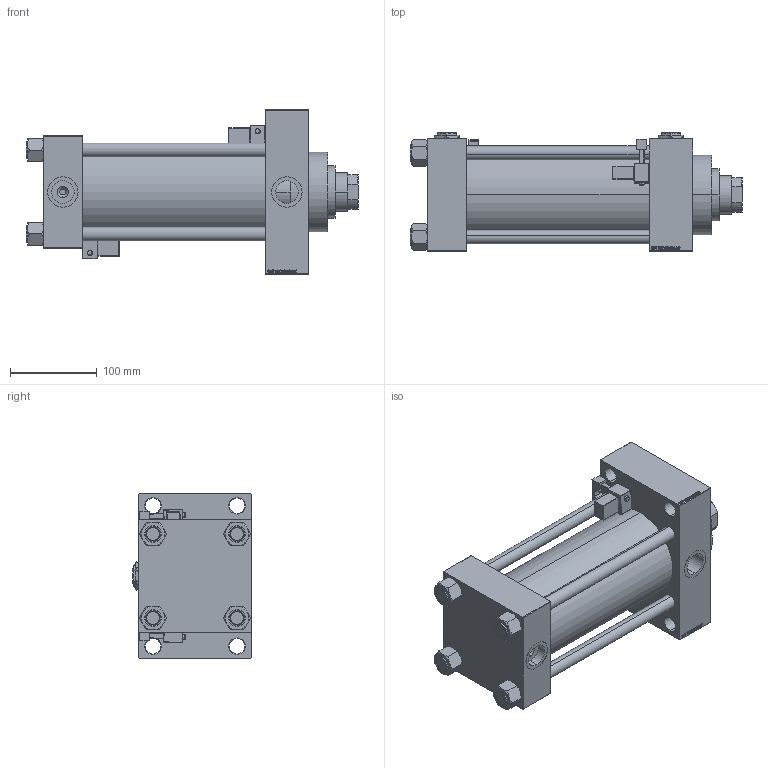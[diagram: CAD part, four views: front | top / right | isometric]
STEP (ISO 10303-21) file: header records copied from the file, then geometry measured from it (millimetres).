
FILE_DESCRIPTION (( 'STEP AP203' ), '1' );
FILE_NAME ('1970.STEP', '2023-10-18T14:43:13', ( '' ), ( '' ), 'SwSTEP 2.0', 'SolidWorks 2019', '' );
FILE_SCHEMA (( 'CONFIG_CONTROL_DESIGN' ));
Length unit declared in the file: millimetre
Products named in the file (8): 1970; Zatka_pro_OIL_PORT 0fba675f0d6893ae8ee4e9c1a6f622d5; V215CR_D_TYCINKA 0fba675f0d6893ae8ee4e9c1a6f622d5; V215CR_MSU 0fba675f0d6893ae8ee4e9c1a6f622d5; NUT_M5_D 0fba675f0d6893ae8ee4e9c1a6f622d5; V215CR_D_Body 0fba675f0d6893ae8ee4e9c1a6f622d5; V215CR_VCP_D 0fba675f0d6893ae8ee4e9c1a6f622d5; V215_VC_A 0fba675f0d6893ae8ee4e9c1a6f622d5
Assembly tree (15 placements, depth 2):
  1970
    V215CR_D_Body 0fba675f0d6893ae8ee4e9c1a6f622d5
    V215CR_VCP_D 0fba675f0d6893ae8ee4e9c1a6f622d5
    NUT_M5_D 0fba675f0d6893ae8ee4e9c1a6f622d5  x4
    V215CR_D_TYCINKA 0fba675f0d6893ae8ee4e9c1a6f622d5  x4
    V215_VC_A 0fba675f0d6893ae8ee4e9c1a6f622d5
    V215CR_MSU 0fba675f0d6893ae8ee4e9c1a6f622d5  x2
    Zatka_pro_OIL_PORT 0fba675f0d6893ae8ee4e9c1a6f622d5  x2
Bounding box: 383 x 137 x 190 mm (x, y, z)
Volume: 3105095.1 mm3; surface area: 510308.2 mm2
Topology: 15 solids, 15 shells, 1407 faces, 3494 edges, 2217 vertices
Faces by surface type: plane 651, bspline 368, cone 184, cylinder 160, sphere 24, torus 20
Entity records: 51991 total; most frequent: CARTESIAN_POINT 26201, ORIENTED_EDGE 5678, DIRECTION 3927, EDGE_CURVE 2839, VERTEX_POINT 1841, VECTOR 1669, LINE 1669, EDGE_LOOP 1274
